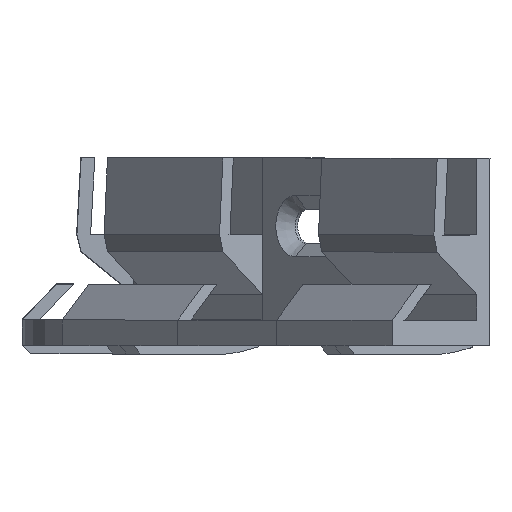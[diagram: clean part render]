
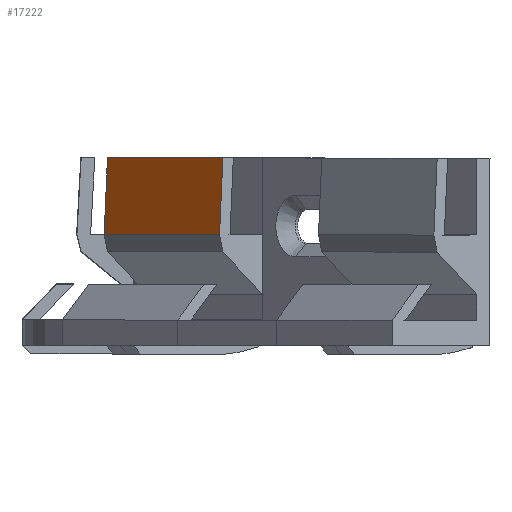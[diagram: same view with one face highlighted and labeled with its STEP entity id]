
A CAD part, left-side view. The second image highlights one B-rep face of the part: STEP entity #17222.
In plain terms, the highlighted face is planar.
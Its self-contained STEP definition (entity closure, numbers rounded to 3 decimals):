
#15327 = PLANE('',#15328);
#15328 = AXIS2_PLACEMENT_3D('',#15329,#15330,#15331);
#15329 = CARTESIAN_POINT('',(-10.5,5.766,9.503));
#15330 = DIRECTION('',(-1.,0.,0.));
#15331 = DIRECTION('',(0.,0.,1.));
#15761 = PLANE('',#15762);
#15762 = AXIS2_PLACEMENT_3D('',#15763,#15764,#15765);
#15763 = CARTESIAN_POINT('',(10.5,5.766,9.503));
#15764 = DIRECTION('',(-1.,0.,0.));
#15765 = DIRECTION('',(0.,0.,1.));
#16021 = VERTEX_POINT('',#16022);
#16022 = CARTESIAN_POINT('',(-10.5,8.1,22.));
#16036 = PLANE('',#16037);
#16037 = AXIS2_PLACEMENT_3D('',#16038,#16039,#16040);
#16038 = CARTESIAN_POINT('',(0.,6.5,22.));
#16039 = DIRECTION('',(0.,0.,-1.));
#16040 = DIRECTION('',(0.,1.,0.));
#16048 = EDGE_CURVE('',#16021,#16049,#16051,.T.);
#16049 = VERTEX_POINT('',#16050);
#16050 = CARTESIAN_POINT('',(-10.5,8.6,13.));
#16051 = SURFACE_CURVE('',#16052,(#16056,#16063),.PCURVE_S1.);
#16052 = LINE('',#16053,#16054);
#16053 = CARTESIAN_POINT('',(-10.5,8.1,22.));
#16054 = VECTOR('',#16055,1.);
#16055 = DIRECTION('',(0.,0.055,-0.998));
#16056 = PCURVE('',#15327,#16057);
#16057 = DEFINITIONAL_REPRESENTATION('',(#16058),#16062);
#16058 = LINE('',#16059,#16060);
#16059 = CARTESIAN_POINT('',(12.497,2.334));
#16060 = VECTOR('',#16061,1.);
#16061 = DIRECTION('',(-0.998,0.055));
#16062 = ( GEOMETRIC_REPRESENTATION_CONTEXT(2) 
PARAMETRIC_REPRESENTATION_CONTEXT() REPRESENTATION_CONTEXT('2D SPACE',''
  ) );
#16063 = PCURVE('',#16064,#16069);
#16064 = PLANE('',#16065);
#16065 = AXIS2_PLACEMENT_3D('',#16066,#16067,#16068);
#16066 = CARTESIAN_POINT('',(0.,8.1,22.));
#16067 = DIRECTION('',(-0.,-0.998,-0.055));
#16068 = DIRECTION('',(0.,0.055,-0.998));
#16069 = DEFINITIONAL_REPRESENTATION('',(#16070),#16074);
#16070 = LINE('',#16071,#16072);
#16071 = CARTESIAN_POINT('',(0.,-10.5));
#16072 = VECTOR('',#16073,1.);
#16073 = DIRECTION('',(1.,0.));
#16074 = ( GEOMETRIC_REPRESENTATION_CONTEXT(2) 
PARAMETRIC_REPRESENTATION_CONTEXT() REPRESENTATION_CONTEXT('2D SPACE',''
  ) );
#16092 = PLANE('',#16093);
#16093 = AXIS2_PLACEMENT_3D('',#16094,#16095,#16096);
#16094 = CARTESIAN_POINT('',(0.,8.6,13.));
#16095 = DIRECTION('',(0.,-0.97,0.243));
#16096 = DIRECTION('',(-0.,-0.243,-0.97));
#16867 = VERTEX_POINT('',#16868);
#16868 = CARTESIAN_POINT('',(10.5,8.1,22.));
#16889 = EDGE_CURVE('',#16867,#16890,#16892,.T.);
#16890 = VERTEX_POINT('',#16891);
#16891 = CARTESIAN_POINT('',(10.5,8.6,13.));
#16892 = SURFACE_CURVE('',#16893,(#16897,#16904),.PCURVE_S1.);
#16893 = LINE('',#16894,#16895);
#16894 = CARTESIAN_POINT('',(10.5,8.1,22.));
#16895 = VECTOR('',#16896,1.);
#16896 = DIRECTION('',(0.,0.055,-0.998));
#16897 = PCURVE('',#15761,#16898);
#16898 = DEFINITIONAL_REPRESENTATION('',(#16899),#16903);
#16899 = LINE('',#16900,#16901);
#16900 = CARTESIAN_POINT('',(12.497,2.334));
#16901 = VECTOR('',#16902,1.);
#16902 = DIRECTION('',(-0.998,0.055));
#16903 = ( GEOMETRIC_REPRESENTATION_CONTEXT(2) 
PARAMETRIC_REPRESENTATION_CONTEXT() REPRESENTATION_CONTEXT('2D SPACE',''
  ) );
#16904 = PCURVE('',#16064,#16905);
#16905 = DEFINITIONAL_REPRESENTATION('',(#16906),#16910);
#16906 = LINE('',#16907,#16908);
#16907 = CARTESIAN_POINT('',(0.,10.5));
#16908 = VECTOR('',#16909,1.);
#16909 = DIRECTION('',(1.,0.));
#16910 = ( GEOMETRIC_REPRESENTATION_CONTEXT(2) 
PARAMETRIC_REPRESENTATION_CONTEXT() REPRESENTATION_CONTEXT('2D SPACE',''
  ) );
#17200 = EDGE_CURVE('',#16867,#16021,#17201,.T.);
#17201 = SURFACE_CURVE('',#17202,(#17206,#17213),.PCURVE_S1.);
#17202 = LINE('',#17203,#17204);
#17203 = CARTESIAN_POINT('',(10.5,8.1,22.));
#17204 = VECTOR('',#17205,1.);
#17205 = DIRECTION('',(-1.,0.,0.));
#17206 = PCURVE('',#16036,#17207);
#17207 = DEFINITIONAL_REPRESENTATION('',(#17208),#17212);
#17208 = LINE('',#17209,#17210);
#17209 = CARTESIAN_POINT('',(1.6,10.5));
#17210 = VECTOR('',#17211,1.);
#17211 = DIRECTION('',(0.,-1.));
#17212 = ( GEOMETRIC_REPRESENTATION_CONTEXT(2) 
PARAMETRIC_REPRESENTATION_CONTEXT() REPRESENTATION_CONTEXT('2D SPACE',''
  ) );
#17213 = PCURVE('',#16064,#17214);
#17214 = DEFINITIONAL_REPRESENTATION('',(#17215),#17219);
#17215 = LINE('',#17216,#17217);
#17216 = CARTESIAN_POINT('',(0.,10.5));
#17217 = VECTOR('',#17218,1.);
#17218 = DIRECTION('',(0.,-1.));
#17219 = ( GEOMETRIC_REPRESENTATION_CONTEXT(2) 
PARAMETRIC_REPRESENTATION_CONTEXT() REPRESENTATION_CONTEXT('2D SPACE',''
  ) );
#17222 = ADVANCED_FACE('',(#17223),#16064,.F.);
#17223 = FACE_BOUND('',#17224,.F.);
#17224 = EDGE_LOOP('',(#17225,#17226,#17247,#17248));
#17225 = ORIENTED_EDGE('',*,*,#16048,.T.);
#17226 = ORIENTED_EDGE('',*,*,#17227,.F.);
#17227 = EDGE_CURVE('',#16890,#16049,#17228,.T.);
#17228 = SURFACE_CURVE('',#17229,(#17233,#17240),.PCURVE_S1.);
#17229 = LINE('',#17230,#17231);
#17230 = CARTESIAN_POINT('',(10.5,8.6,13.));
#17231 = VECTOR('',#17232,1.);
#17232 = DIRECTION('',(-1.,0.,0.));
#17233 = PCURVE('',#16064,#17234);
#17234 = DEFINITIONAL_REPRESENTATION('',(#17235),#17239);
#17235 = LINE('',#17236,#17237);
#17236 = CARTESIAN_POINT('',(9.014,10.5));
#17237 = VECTOR('',#17238,1.);
#17238 = DIRECTION('',(0.,-1.));
#17239 = ( GEOMETRIC_REPRESENTATION_CONTEXT(2) 
PARAMETRIC_REPRESENTATION_CONTEXT() REPRESENTATION_CONTEXT('2D SPACE',''
  ) );
#17240 = PCURVE('',#16092,#17241);
#17241 = DEFINITIONAL_REPRESENTATION('',(#17242),#17246);
#17242 = LINE('',#17243,#17244);
#17243 = CARTESIAN_POINT('',(-0.,10.5));
#17244 = VECTOR('',#17245,1.);
#17245 = DIRECTION('',(0.,-1.));
#17246 = ( GEOMETRIC_REPRESENTATION_CONTEXT(2) 
PARAMETRIC_REPRESENTATION_CONTEXT() REPRESENTATION_CONTEXT('2D SPACE',''
  ) );
#17247 = ORIENTED_EDGE('',*,*,#16889,.F.);
#17248 = ORIENTED_EDGE('',*,*,#17200,.T.);
